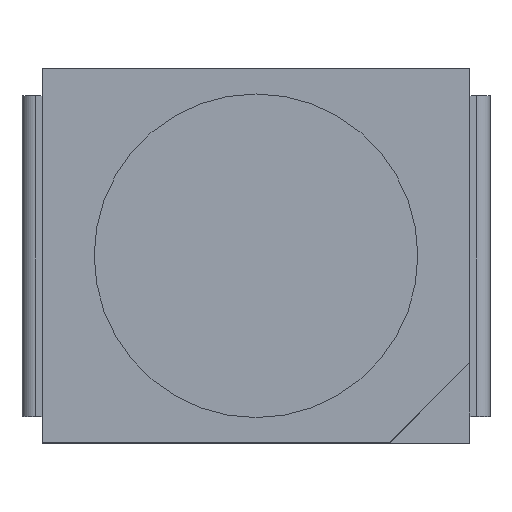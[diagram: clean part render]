
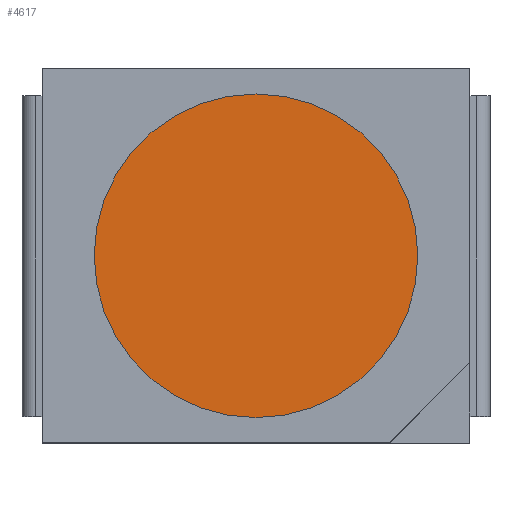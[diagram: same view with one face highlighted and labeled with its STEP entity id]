
A CAD part, top view. The second image highlights one B-rep face of the part: STEP entity #4617.
In plain terms, the highlighted planar face has unit normal (0, 0, 1).
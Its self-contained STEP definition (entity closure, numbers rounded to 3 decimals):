
#4533 = EDGE_CURVE('',#4534,#4534,#4536,.T.);
#4534 = VERTEX_POINT('',#4535);
#4535 = CARTESIAN_POINT('',(1.21,0.,0.1));
#4536 = SURFACE_CURVE('',#4537,(#4542,#4554),.PCURVE_S1.);
#4537 = CIRCLE('',#4538,1.21);
#4538 = AXIS2_PLACEMENT_3D('',#4539,#4540,#4541);
#4539 = CARTESIAN_POINT('',(0.,0.,0.1));
#4540 = DIRECTION('',(0.,0.,1.));
#4541 = DIRECTION('',(1.,0.,-0.));
#4542 = PCURVE('',#4543,#4548);
#4543 = CONICAL_SURFACE('',#4544,1.177,0.323);
#4544 = AXIS2_PLACEMENT_3D('',#4545,#4546,#4547);
#4545 = CARTESIAN_POINT('',(0.,0.,0.));
#4546 = DIRECTION('',(0.,0.,1.));
#4547 = DIRECTION('',(1.,0.,-0.));
#4548 = DEFINITIONAL_REPRESENTATION('',(#4549),#4553);
#4549 = LINE('',#4550,#4551);
#4550 = CARTESIAN_POINT('',(0.,0.1));
#4551 = VECTOR('',#4552,1.);
#4552 = DIRECTION('',(1.,0.));
#4553 = ( GEOMETRIC_REPRESENTATION_CONTEXT(2) 
PARAMETRIC_REPRESENTATION_CONTEXT() REPRESENTATION_CONTEXT('2D SPACE',''
  ) );
#4554 = PCURVE('',#4555,#4560);
#4555 = PLANE('',#4556);
#4556 = AXIS2_PLACEMENT_3D('',#4557,#4558,#4559);
#4557 = CARTESIAN_POINT('',(0.,0.,0.1));
#4558 = DIRECTION('',(0.,0.,1.));
#4559 = DIRECTION('',(1.,0.,-0.));
#4560 = DEFINITIONAL_REPRESENTATION('',(#4561),#4565);
#4561 = CIRCLE('',#4562,1.21);
#4562 = AXIS2_PLACEMENT_2D('',#4563,#4564);
#4563 = CARTESIAN_POINT('',(0.,0.));
#4564 = DIRECTION('',(1.,0.));
#4565 = ( GEOMETRIC_REPRESENTATION_CONTEXT(2) 
PARAMETRIC_REPRESENTATION_CONTEXT() REPRESENTATION_CONTEXT('2D SPACE',''
  ) );
#4617 = ADVANCED_FACE('',(#4618),#4555,.T.);
#4618 = FACE_BOUND('',#4619,.T.);
#4619 = EDGE_LOOP('',(#4620));
#4620 = ORIENTED_EDGE('',*,*,#4533,.T.);
